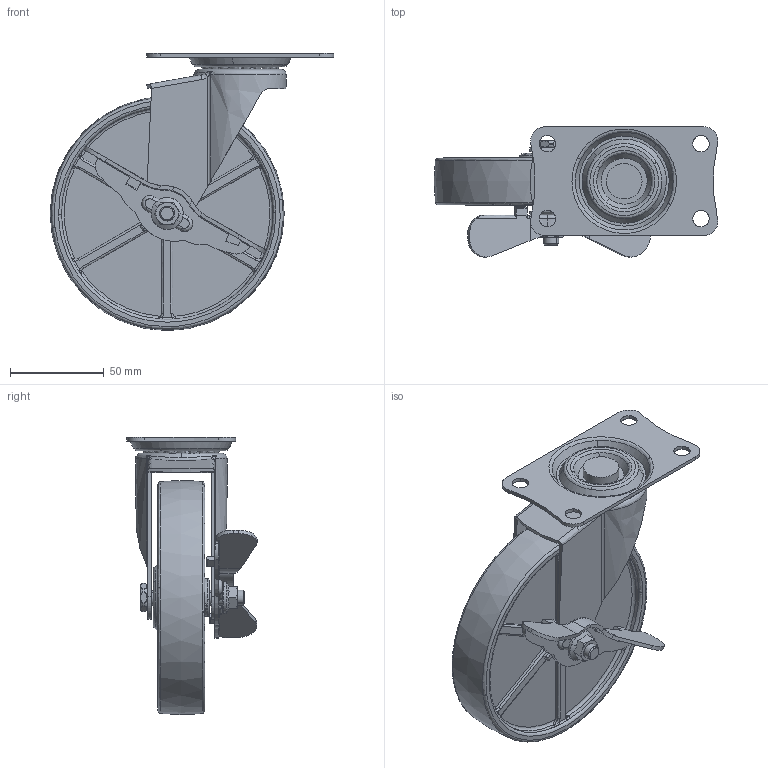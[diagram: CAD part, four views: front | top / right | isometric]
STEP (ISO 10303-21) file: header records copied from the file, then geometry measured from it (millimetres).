
FILE_DESCRIPTION((''),'2;1');
FILE_NAME('','2008-05-07T11:22:57',(''),(''),'','CADfix','');
FILE_SCHEMA(('AUTOMOTIVE_DESIGN { 1 0 10303 214 1 1 1 1 }'));
Bounding box: 151.5 x 69.45 x 147.99 mm (x, y, z)
Volume: 268978.4 mm3; surface area: 89303.6 mm2
Topology: 6 solids, 6 shells, 713 faces, 2017 edges, 1309 vertices
Faces by surface type: bspline 713
Entity records: 40849 total; most frequent: CARTESIAN_POINT 29116, ORIENTED_EDGE 3958, EDGE_CURVE 1979, B_SPLINE_CURVE_WITH_KNOTS 1430, VERTEX_POINT 1309, EDGE_LOOP 768, FACE_OUTER_BOUND 713, ADVANCED_FACE 713
